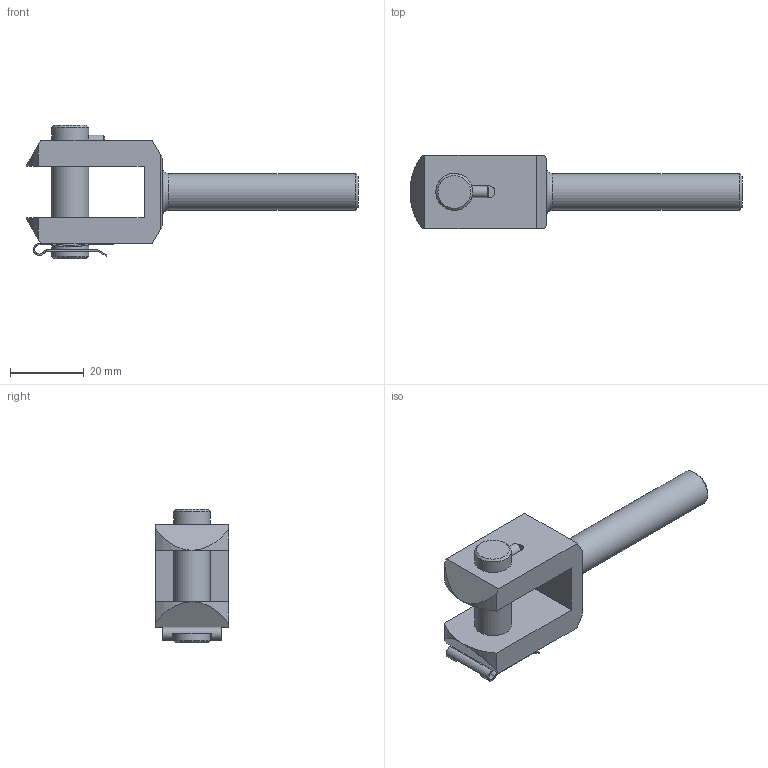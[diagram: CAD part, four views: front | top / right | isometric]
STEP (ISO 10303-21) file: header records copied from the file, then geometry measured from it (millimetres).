
FILE_DESCRIPTION(/* description */ ('STEP AP214'),/* implementation_level */ '2;1');
FILE_NAME(/* name */ '32954_SGA-M10X125',/* time_stamp */ '2024-09-10T18:00:02+02:00',/* author */ ('License CC BY-ND 4.0'),/* organization */ ('CADENAS'),/* preprocessor_version */ 'ST-DEVELOPER v19.3',/* originating_system */ 'PARTsolutions',/* authorisation */ ' ');
FILE_SCHEMA (('AUTOMOTIVE_DESIGN {1 0 10303 214 3 1 1}'));
Length unit declared in the file: millimetre
Products named in the file (1): 32954 SGA-M10x1,25
Bounding box: 90 x 20 x 36.12 mm (x, y, z)
Volume: 16891.4 mm3; surface area: 7561.9 mm2
Topology: 1 solids, 1 shells, 64 faces, 176 edges, 115 vertices
Faces by surface type: plane 35, cylinder 24, cone 4, torus 1
Full cylindrical faces by diameter (mm): 3.1 x1, 10 x4
Entity records: 2017 total; most frequent: CARTESIAN_POINT 372, DIRECTION 340, ORIENTED_EDGE 324, EDGE_CURVE 162, AXIS2_PLACEMENT_3D 117, VERTEX_POINT 112, LINE 106, VECTOR 106
